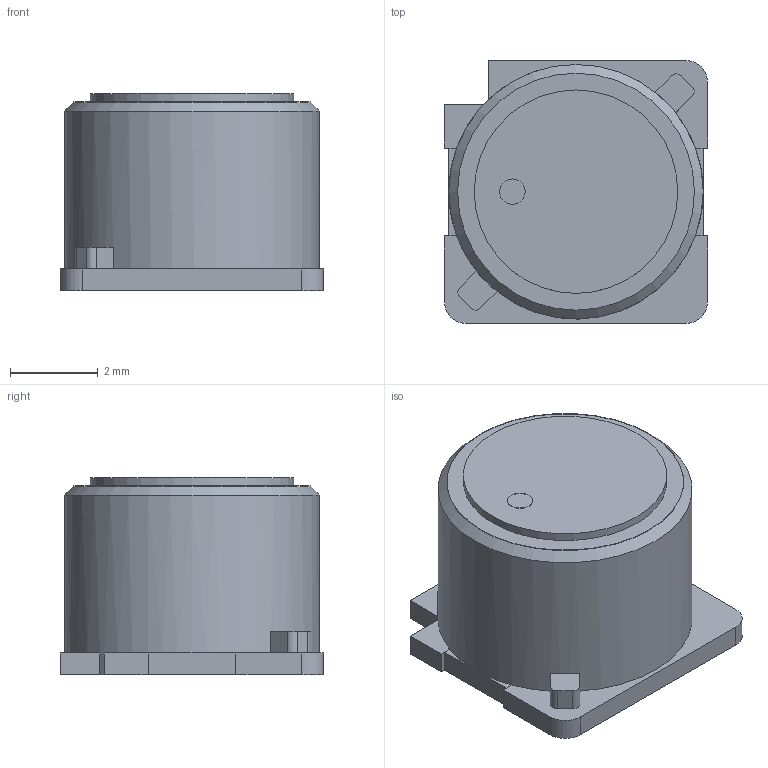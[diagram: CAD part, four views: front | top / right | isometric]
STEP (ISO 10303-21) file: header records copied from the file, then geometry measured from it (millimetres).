
FILE_DESCRIPTION(/* description */ ('model of L_TDK_SLF6045'),/* implementation_level */ '2;1');
FILE_NAME(/* name */ 'L_TDK_SLF6045.step',/* time_stamp */ '1970-01-01T00:00:00',/* author */ ('KiCAD','kicad'),/* organization */ ('OCCT'),/* preprocessor_version */ '',/* originating_system */ 'KiCAD',/* authorisation */ '');
FILE_SCHEMA(('AUTOMOTIVE_DESIGN { 1 0 10303 214 1 1 1 1 }'));
Length unit declared in the file: millimetre
Products named in the file (1): L_TDK_SLF6045
Bounding box: 6 x 6 x 4.51 mm (x, y, z)
Volume: 121.2 mm3; surface area: 152 mm2
Topology: 1 solids, 1 shells, 49 faces, 126 edges, 81 vertices
Faces by surface type: plane 37, cylinder 11, cone 1
Full cylindrical faces by diameter (mm): 0.58 x1, 4.64 x1, 5.4 x1, 5.8 x1
Entity records: 1013 total; most frequent: ORIENTED_EDGE 186, CARTESIAN_POINT 139, EDGE_CURVE 126, VERTEX_POINT 81, LINE 75, AXIS2_PLACEMENT_3D 62, FACE_BOUND 51, EDGE_LOOP 51
